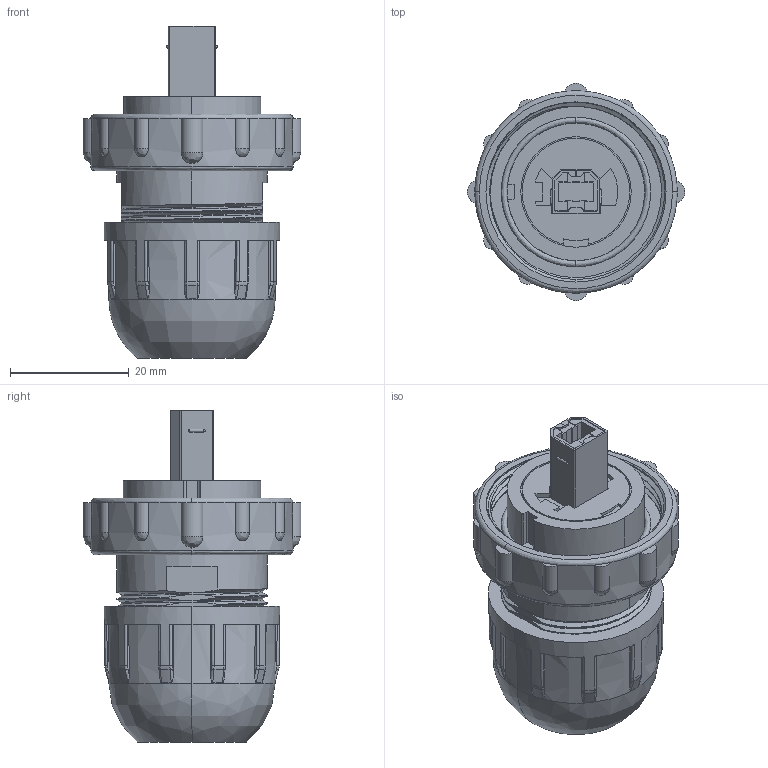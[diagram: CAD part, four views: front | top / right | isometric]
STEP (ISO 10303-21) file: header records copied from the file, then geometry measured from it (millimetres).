
FILE_DESCRIPTION (( 'STEP AP203' ), '1' );
FILE_NAME ('DCC-USBBT-180.STEP', '2013-10-22T13:12:25', ( 'J0FPBF1' ), ( '' ), 'SwSTEP 2.0', 'SolidWorks 2012', '' );
FILE_SCHEMA (( 'CONFIG_CONTROL_DESIGN' ));
Length unit declared in the file: inch
Products named in the file (1): DCC-USBBT-180
Bounding box: 36.66 x 36.66 x 55.85 mm (x, y, z)
Volume: 25868 mm3; surface area: 7873.4 mm2
Topology: 1 solids, 1 shells, 376 faces, 1017 edges, 646 vertices
Faces by surface type: plane 142, bspline 108, cylinder 107, cone 19
Entity records: 15649 total; most frequent: CARTESIAN_POINT 6922, ORIENTED_EDGE 2018, DIRECTION 1601, EDGE_CURVE 1009, VERTEX_POINT 646, AXIS2_PLACEMENT_3D 593, VECTOR 415, LINE 415
